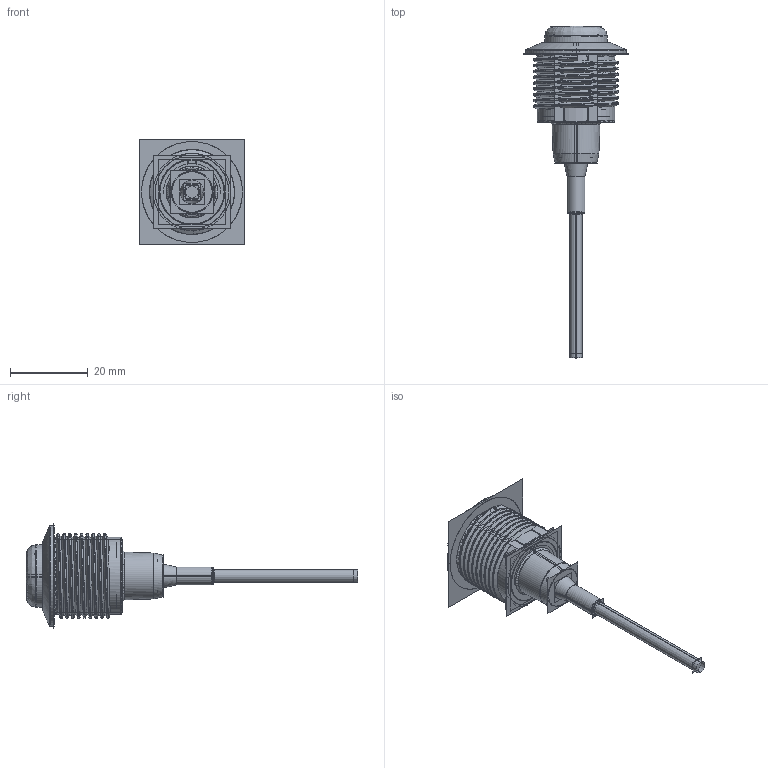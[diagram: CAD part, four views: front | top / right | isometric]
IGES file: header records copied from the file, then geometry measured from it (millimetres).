
Start section:  PTC IGES file: 172064.igs
Global section: file name: 172064.igs; native system: Creo Parametric by Parametric Technology Corporation; preprocessor: 2013230; author: pdmadmin; organization: Unknown; date: 20160118.110050; units: millimetre
Bounding box: 27.06 x 85.47 x 27.04 mm (x, y, z)
Volume: 6121.5 mm3; surface area: 61342.6 mm2
Topology: 5 solids, 5 shells, 536 faces, 2710 edges, 3416 vertices
Faces by surface type: revolution 272, bspline 264
